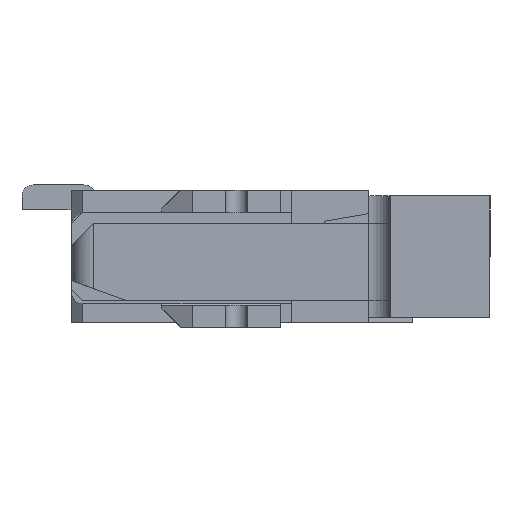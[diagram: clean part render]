
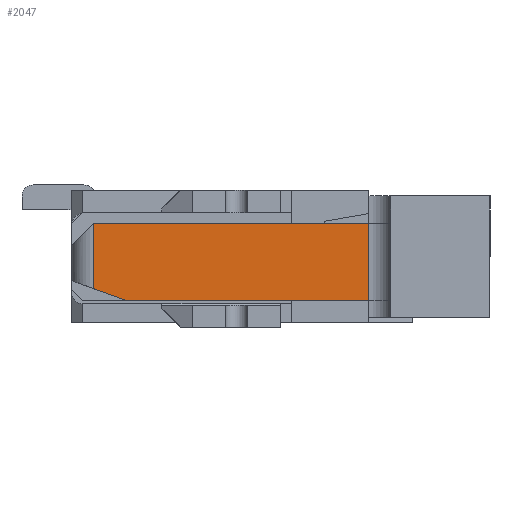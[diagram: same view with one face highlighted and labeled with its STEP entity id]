
A CAD part, left-side view. The second image highlights one B-rep face of the part: STEP entity #2047.
In plain terms, the highlighted planar face has unit normal (-1, 0, 0).
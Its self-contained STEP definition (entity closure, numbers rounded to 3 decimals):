
#2047 = ADVANCED_FACE( '', ( #4689 ), #4690, .F. );
#4689 = FACE_OUTER_BOUND( '', #8059, .T. );
#4690 = PLANE( '', #8060 );
#8059 = EDGE_LOOP( '', ( #13085, #13086, #13087, #13088, #13089 ) );
#8060 = AXIS2_PLACEMENT_3D( '', #13090, #13091, #13092 );
#13085 = ORIENTED_EDGE( '', *, *, #22762, .F. );
#13086 = ORIENTED_EDGE( '', *, *, #23335, .T. );
#13087 = ORIENTED_EDGE( '', *, *, #23524, .T. );
#13088 = ORIENTED_EDGE( '', *, *, #23726, .T. );
#13089 = ORIENTED_EDGE( '', *, *, #23727, .T. );
#13090 = CARTESIAN_POINT( '', ( -10.4, -3.35, 0.4 ) );
#13091 = DIRECTION( '', ( 1., 0., 0. ) );
#13092 = DIRECTION( '', ( 0., 0., -1. ) );
#22762 = EDGE_CURVE( '', #27874, #27876, #27877, .T. );
#23335 = EDGE_CURVE( '', #27874, #28860, #28863, .F. );
#23524 = EDGE_CURVE( '', #28860, #29183, #29185, .T. );
#23726 = EDGE_CURVE( '', #29183, #29516, #29517, .T. );
#23727 = EDGE_CURVE( '', #29516, #27876, #29518, .T. );
#27874 = VERTEX_POINT( '', #35243 );
#27876 = VERTEX_POINT( '', #35246 );
#27877 = LINE( '', #35247, #35248 );
#28860 = VERTEX_POINT( '', #36628 );
#28863 = LINE( '', #36631, #36632 );
#29183 = VERTEX_POINT( '', #37090 );
#29185 = LINE( '', #37093, #37094 );
#29516 = VERTEX_POINT( '', #37561 );
#29517 = LINE( '', #37562, #37563 );
#29518 = LINE( '', #37564, #37565 );
#35243 = CARTESIAN_POINT( '', ( -10.4, -3.15, -0.3 ) );
#35246 = CARTESIAN_POINT( '', ( -10.4, -0.65, -0.3 ) );
#35247 = CARTESIAN_POINT( '', ( -10.4, -3.35, -0.3 ) );
#35248 = VECTOR( '', #44552, 1000. );
#36628 = CARTESIAN_POINT( '', ( -10.4, -3.15, 0.291 ) );
#36631 = CARTESIAN_POINT( '', ( -10.4, -3.15, 0.218 ) );
#36632 = VECTOR( '', #45169, 1000. );
#37090 = CARTESIAN_POINT( '', ( -10.4, -2.85, 0.4 ) );
#37093 = CARTESIAN_POINT( '', ( -10.4, -3.35, 0.218 ) );
#37094 = VECTOR( '', #45357, 1000. );
#37561 = CARTESIAN_POINT( '', ( -10.4, -0.65, 0.4 ) );
#37562 = CARTESIAN_POINT( '', ( -10.4, -3.35, 0.4 ) );
#37563 = VECTOR( '', #45584, 1000. );
#37564 = CARTESIAN_POINT( '', ( -10.4, -0.65, 0.4 ) );
#37565 = VECTOR( '', #45585, 1000. );
#44552 = DIRECTION( '', ( 0., 1., 0. ) );
#45169 = DIRECTION( '', ( 0., 0., -1. ) );
#45357 = DIRECTION( '', ( 0., 0.94, 0.342 ) );
#45584 = DIRECTION( '', ( 0., 1., 0. ) );
#45585 = DIRECTION( '', ( 0., 0., -1. ) );
